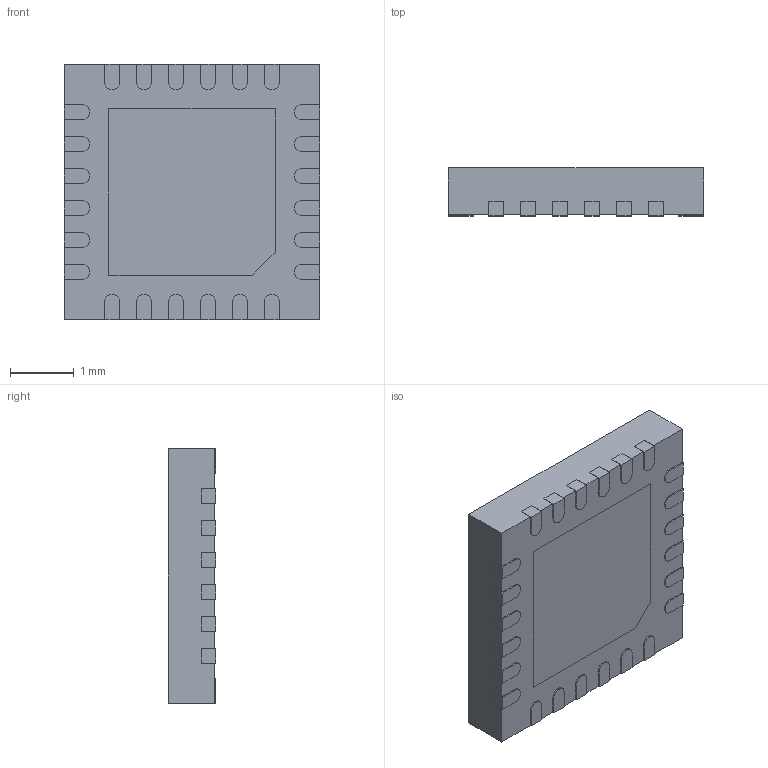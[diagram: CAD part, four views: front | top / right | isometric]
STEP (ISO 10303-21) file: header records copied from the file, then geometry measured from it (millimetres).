
FILE_DESCRIPTION (( 'STEP AP214' ), '1' );
FILE_NAME ('User Library-TQFN24.STEP', '2020-10-29T22:31:42', ( '' ), ( '' ), 'SwSTEP 2.0', 'SolidWorks 2020', '' );
FILE_SCHEMA (( 'AUTOMOTIVE_DESIGN' ));
Length unit declared in the file: millimetre
Products named in the file (1): User Library-TQFN24
Bounding box: 4 x 0.75 x 4 mm (x, y, z)
Volume: 11.7 mm3; surface area: 57.3 mm2
Topology: 25 solids, 25 shells, 272 faces, 669 edges, 448 vertices
Faces by surface type: plane 200, cylinder 72
Entity records: 10059 total; most frequent: CARTESIAN_POINT 1390, DIRECTION 1359, ORIENTED_EDGE 1338, EDGE_CURVE 669, LINE 525, VECTOR 525, VERTEX_POINT 448, AXIS2_PLACEMENT_3D 417
